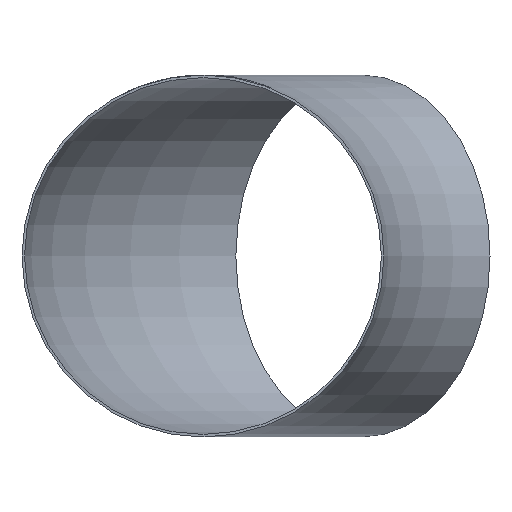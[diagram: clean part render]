
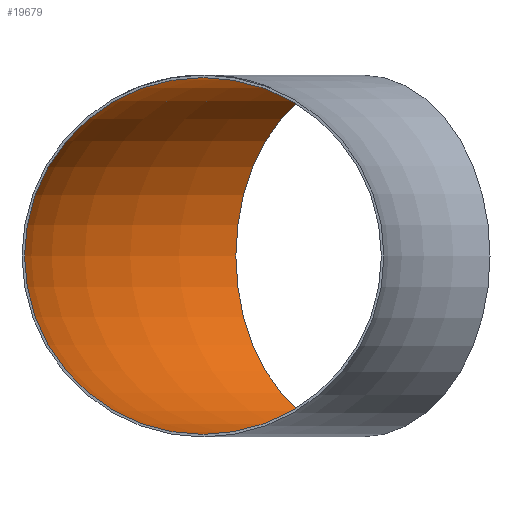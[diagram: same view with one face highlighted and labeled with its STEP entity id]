
A CAD part, front view. The second image highlights one B-rep face of the part: STEP entity #19679.
In plain terms, the highlighted toroidal (fillet/blend) face has major radius 1067 mm and minor radius 350.6 mm.
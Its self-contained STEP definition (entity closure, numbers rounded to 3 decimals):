
#431 = DIRECTION ( 'NONE',  ( -0.707, 0.707, 0. ) ) ;
#3646 = CARTESIAN_POINT ( 'NONE',  ( -1002.395, 1002.395, 0. ) ) ;
#4809 = FACE_OUTER_BOUND ( 'NONE', #5139, .T. ) ;
#5131 = AXIS2_PLACEMENT_3D ( 'NONE', #15811, #17671, #431 ) ;
#5139 = EDGE_LOOP ( 'NONE', ( #8684 ) ) ;
#5567 = EDGE_CURVE ( 'NONE', #23054, #23054, #7327, .T. ) ;
#6825 = ORIENTED_EDGE ( 'NONE', *, *, #5567, .F. ) ;
#7327 = CIRCLE ( 'NONE', #24210, 350.6 ) ;
#7425 = DIRECTION ( 'NONE',  ( 0., 1., 0. ) ) ;
#8684 = ORIENTED_EDGE ( 'NONE', *, *, #10868, .T. ) ;
#10868 = EDGE_CURVE ( 'NONE', #20641, #20641, #17426, .T. ) ;
#12175 = DIRECTION ( 'NONE',  ( 0., 0., -1. ) ) ;
#15577 = AXIS2_PLACEMENT_3D ( 'NONE', #23324, #12175, #25326 ) ;
#15811 = CARTESIAN_POINT ( 'NONE',  ( -754.483, 754.483, 0. ) ) ;
#17426 = CIRCLE ( 'NONE', #5131, 350.6 ) ;
#17671 = DIRECTION ( 'NONE',  ( 0.707, 0.707, 0. ) ) ;
#18491 = CARTESIAN_POINT ( 'NONE',  ( -1067., 0., 350.6 ) ) ;
#18608 = EDGE_LOOP ( 'NONE', ( #6825 ) ) ;
#19679 = ADVANCED_FACE ( 'NONE', ( #4809, #26787 ), #26079, .F. ) ;
#20641 = VERTEX_POINT ( 'NONE', #3646 ) ;
#23054 = VERTEX_POINT ( 'NONE', #18491 ) ;
#23324 = CARTESIAN_POINT ( 'NONE',  ( 0., 0., 0. ) ) ;
#24210 = AXIS2_PLACEMENT_3D ( 'NONE', #24848, #7425, #25255 ) ;
#24848 = CARTESIAN_POINT ( 'NONE',  ( -1067., 0., 0. ) ) ;
#25255 = DIRECTION ( 'NONE',  ( 0., 0., 1. ) ) ;
#25326 = DIRECTION ( 'NONE',  ( -1., 0., 0. ) ) ;
#26079 = TOROIDAL_SURFACE ( 'NONE', #15577, 1067., 350.6 ) ;
#26787 = FACE_OUTER_BOUND ( 'NONE', #18608, .T. ) ;
